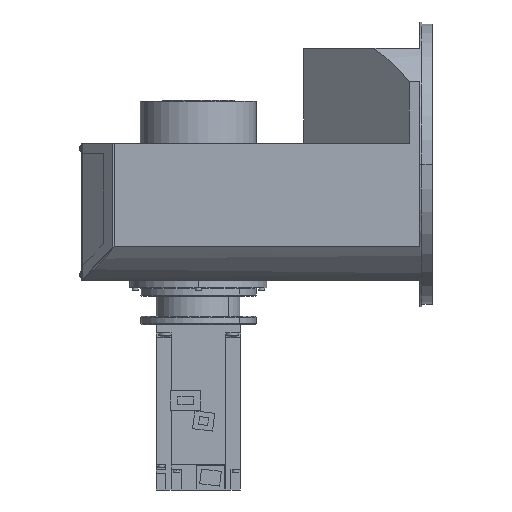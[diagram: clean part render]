
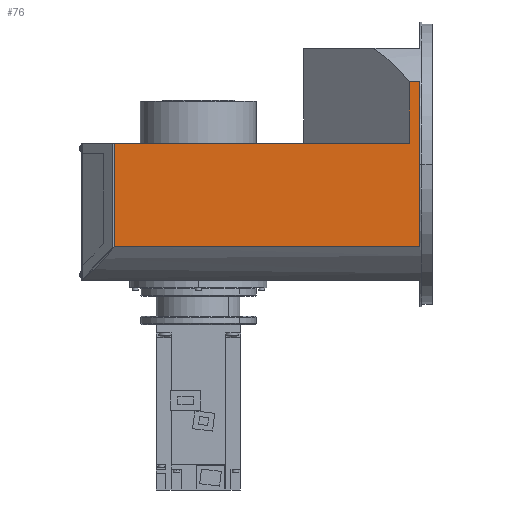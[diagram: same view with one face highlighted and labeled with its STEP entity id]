
A CAD part, front view. The second image highlights one B-rep face of the part: STEP entity #76.
In plain terms, the highlighted face is planar.
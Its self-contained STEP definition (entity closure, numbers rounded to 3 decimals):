
#76 = ADVANCED_FACE ( 'NONE', ( #8321 ), #10895, .T. ) ;
#1020 = CARTESIAN_POINT ( 'NONE',  ( -110., 0., 78.262 ) ) ;
#1128 = LINE ( 'NONE', #10307, #14983 ) ;
#1164 = CARTESIAN_POINT ( 'NONE',  ( -110., 290., 20. ) ) ;
#1202 = DIRECTION ( 'NONE',  ( 0., 0., -1. ) ) ;
#1571 = EDGE_CURVE ( 'NONE', #6825, #17338, #11326, .T. ) ;
#1615 = ORIENTED_EDGE ( 'NONE', *, *, #9379, .T. ) ;
#1648 = VERTEX_POINT ( 'NONE', #1020 ) ;
#1968 = VERTEX_POINT ( 'NONE', #2096 ) ;
#2096 = CARTESIAN_POINT ( 'NONE',  ( -110., 0., -78.262 ) ) ;
#2370 = DIRECTION ( 'NONE',  ( 0., 1., 0. ) ) ;
#2426 = LINE ( 'NONE', #17144, #9680 ) ;
#2866 = DIRECTION ( 'NONE',  ( 0., 0., 1. ) ) ;
#2987 = VECTOR ( 'NONE', #1202, 1000. ) ;
#3316 = CARTESIAN_POINT ( 'NONE',  ( -110., 290., -94.131 ) ) ;
#3673 = ORIENTED_EDGE ( 'NONE', *, *, #12302, .T. ) ;
#4111 = VECTOR ( 'NONE', #4628, 1000. ) ;
#4193 = DIRECTION ( 'NONE',  ( -1., 0., 0. ) ) ;
#4628 = DIRECTION ( 'NONE',  ( 0., 0., -1. ) ) ;
#5064 = DIRECTION ( 'NONE',  ( 0., 1., 0. ) ) ;
#5335 = CARTESIAN_POINT ( 'NONE',  ( -110., 0., 10. ) ) ;
#6825 = VERTEX_POINT ( 'NONE', #1164 ) ;
#7696 = EDGE_CURVE ( 'NONE', #1648, #1968, #11783, .T. ) ;
#8321 = FACE_OUTER_BOUND ( 'NONE', #10334, .T. ) ;
#8936 = DIRECTION ( 'NONE',  ( 0., 1., 0. ) ) ;
#9379 = EDGE_CURVE ( 'NONE', #14752, #6825, #11236, .T. ) ;
#9440 = CARTESIAN_POINT ( 'NONE',  ( -110., 10., 15.869 ) ) ;
#9506 = ORIENTED_EDGE ( 'NONE', *, *, #14480, .F. ) ;
#9680 = VECTOR ( 'NONE', #5064, 1000. ) ;
#10307 = CARTESIAN_POINT ( 'NONE',  ( -110., 0., -78.262 ) ) ;
#10334 = EDGE_LOOP ( 'NONE', ( #12700, #9506, #12475, #15016, #3673, #1615 ) ) ;
#10767 = LINE ( 'NONE', #9440, #14675 ) ;
#10895 = PLANE ( 'NONE',  #14769 ) ;
#10919 = CARTESIAN_POINT ( 'NONE',  ( -110., 10., 78.262 ) ) ;
#11236 = LINE ( 'NONE', #15470, #13772 ) ;
#11326 = LINE ( 'NONE', #3316, #4111 ) ;
#11363 = VERTEX_POINT ( 'NONE', #10919 ) ;
#11783 = LINE ( 'NONE', #5335, #2987 ) ;
#12302 = EDGE_CURVE ( 'NONE', #11363, #14752, #10767, .T. ) ;
#12475 = ORIENTED_EDGE ( 'NONE', *, *, #7696, .F. ) ;
#12700 = ORIENTED_EDGE ( 'NONE', *, *, #1571, .T. ) ;
#13700 = CARTESIAN_POINT ( 'NONE',  ( -110., 0., -78.262 ) ) ;
#13772 = VECTOR ( 'NONE', #8936, 1000. ) ;
#14480 = EDGE_CURVE ( 'NONE', #1968, #17338, #1128, .T. ) ;
#14675 = VECTOR ( 'NONE', #16146, 1000. ) ;
#14752 = VERTEX_POINT ( 'NONE', #15480 ) ;
#14769 = AXIS2_PLACEMENT_3D ( 'NONE', #13700, #4193, #2866 ) ;
#14983 = VECTOR ( 'NONE', #2370, 1000. ) ;
#15016 = ORIENTED_EDGE ( 'NONE', *, *, #16720, .T. ) ;
#15470 = CARTESIAN_POINT ( 'NONE',  ( -110., 0., 20. ) ) ;
#15480 = CARTESIAN_POINT ( 'NONE',  ( -110., 10., 20. ) ) ;
#16146 = DIRECTION ( 'NONE',  ( 0., 0., -1. ) ) ;
#16485 = CARTESIAN_POINT ( 'NONE',  ( -110., 290., -78.262 ) ) ;
#16720 = EDGE_CURVE ( 'NONE', #1648, #11363, #2426, .T. ) ;
#17144 = CARTESIAN_POINT ( 'NONE',  ( -110., 0., 78.262 ) ) ;
#17338 = VERTEX_POINT ( 'NONE', #16485 ) ;
